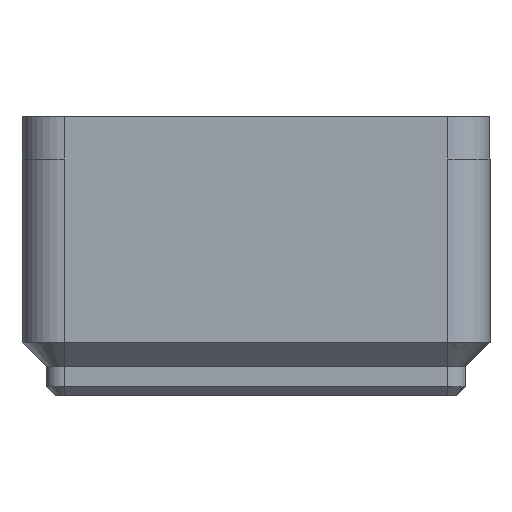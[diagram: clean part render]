
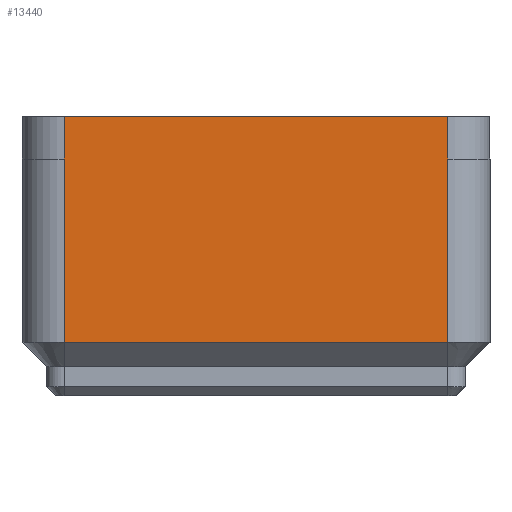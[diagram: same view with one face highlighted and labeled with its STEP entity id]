
A CAD part, front view. The second image highlights one B-rep face of the part: STEP entity #13440.
In plain terms, the highlighted planar face has unit normal (0, -1, 0).
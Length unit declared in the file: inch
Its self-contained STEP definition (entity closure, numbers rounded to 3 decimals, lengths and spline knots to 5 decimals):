
#2015=FACE_OUTER_BOUND('',#2829,.T.);
#2829=EDGE_LOOP('',(#12338,#12339,#12340,#12341,#12342,#12343));
#3952=LINE('',#25585,#5140);
#3998=LINE('',#25752,#5186);
#4003=LINE('',#25764,#5191);
#4005=LINE('',#25771,#5193);
#4011=LINE('',#25786,#5199);
#4013=LINE('',#25791,#5201);
#5140=VECTOR('',#16131,0.3937);
#5186=VECTOR('',#16263,0.3937);
#5191=VECTOR('',#16274,0.3937);
#5193=VECTOR('',#16282,0.3937);
#5199=VECTOR('',#16300,0.3937);
#5201=VECTOR('',#16308,0.3937);
#6425=VERTEX_POINT('',#25579);
#6426=VERTEX_POINT('',#25583);
#6459=VERTEX_POINT('',#25749);
#6460=VERTEX_POINT('',#25751);
#6464=VERTEX_POINT('',#25763);
#6466=VERTEX_POINT('',#25769);
#8340=EDGE_CURVE('',#6425,#6426,#3952,.T.);
#8403=EDGE_CURVE('',#6460,#6459,#3998,.T.);
#8409=EDGE_CURVE('',#6460,#6464,#4003,.T.);
#8413=EDGE_CURVE('',#6466,#6459,#4005,.T.);
#8421=EDGE_CURVE('',#6425,#6466,#4011,.T.);
#8423=EDGE_CURVE('',#6464,#6426,#4013,.T.);
#12338=ORIENTED_EDGE('',*,*,#8421,.F.);
#12339=ORIENTED_EDGE('',*,*,#8340,.T.);
#12340=ORIENTED_EDGE('',*,*,#8423,.F.);
#12341=ORIENTED_EDGE('',*,*,#8409,.F.);
#12342=ORIENTED_EDGE('',*,*,#8403,.T.);
#12343=ORIENTED_EDGE('',*,*,#8413,.F.);
#12685=PLANE('',#14013);
#13440=ADVANCED_FACE('',(#2015),#12685,.T.);
#14013=AXIS2_PLACEMENT_3D('',#25800,#16321,#16322);
#16131=DIRECTION('',(1.,0.,0.));
#16263=DIRECTION('',(-1.,0.,0.));
#16274=DIRECTION('',(0.,0.,-1.));
#16282=DIRECTION('',(0.,0.,1.));
#16300=DIRECTION('',(0.,0.,1.));
#16308=DIRECTION('',(0.,0.,-1.));
#16321=DIRECTION('center_axis',(0.,-1.,0.));
#16322=DIRECTION('ref_axis',(1.,0.,0.));
#25579=CARTESIAN_POINT('',(0.14764,0.,0.));
#25583=CARTESIAN_POINT('',(1.48622,0.,0.));
#25585=CARTESIAN_POINT('',(0.,0.,0.));
#25749=CARTESIAN_POINT('',(0.14764,0.,0.78937));
#25751=CARTESIAN_POINT('',(1.48622,0.,0.78937));
#25752=CARTESIAN_POINT('',(0.40846,0.,0.78937));
#25763=CARTESIAN_POINT('',(1.48622,0.,0.63976));
#25764=CARTESIAN_POINT('',(1.48622,0.,0.63976));
#25769=CARTESIAN_POINT('',(0.14764,0.,0.63976));
#25771=CARTESIAN_POINT('',(0.14764,0.,0.63976));
#25786=CARTESIAN_POINT('',(0.14764,0.,0.));
#25791=CARTESIAN_POINT('',(1.48622,0.,0.));
#25800=CARTESIAN_POINT('Origin',(0.,0.,0.));
